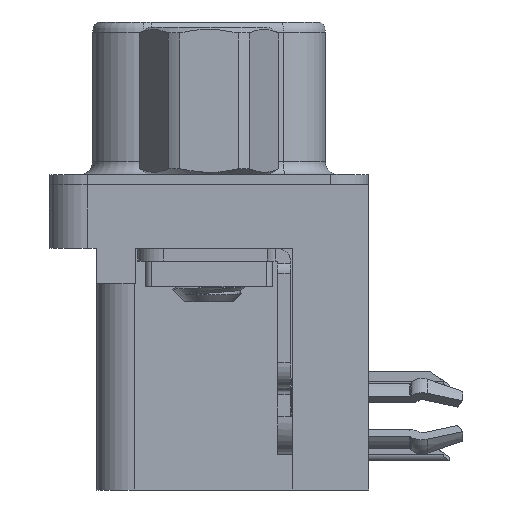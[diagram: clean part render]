
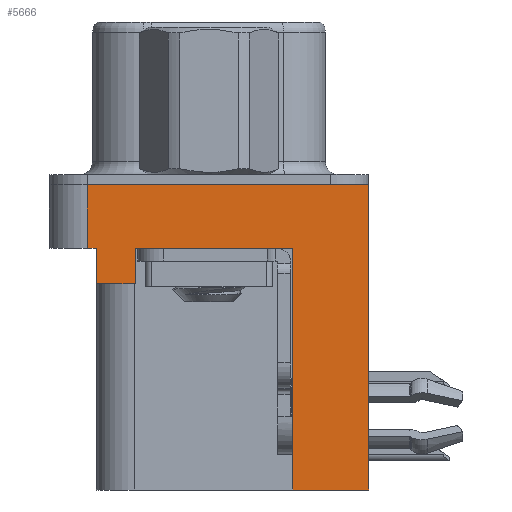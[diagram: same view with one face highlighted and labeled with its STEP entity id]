
A CAD part, left-side view. The second image highlights one B-rep face of the part: STEP entity #5666.
In plain terms, the highlighted planar face has unit normal (-1, 0, 0).
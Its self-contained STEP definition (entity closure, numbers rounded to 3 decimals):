
#346 = PLANE ( 'NONE',  #7827 ) ;
#628 = CARTESIAN_POINT ( 'NONE',  ( -2.91, -6.275, 0. ) ) ;
#655 = EDGE_CURVE ( 'NONE', #9053, #12304, #20999, .T. ) ;
#667 = DIRECTION ( 'NONE',  ( -1., 0., 0. ) ) ;
#934 = VERTEX_POINT ( 'NONE', #17927 ) ;
#1430 = LINE ( 'NONE', #5159, #9347 ) ;
#1689 = VERTEX_POINT ( 'NONE', #20863 ) ;
#1694 = ORIENTED_EDGE ( 'NONE', *, *, #5339, .F. ) ;
#1835 = LINE ( 'NONE', #12952, #7222 ) ;
#2297 = ORIENTED_EDGE ( 'NONE', *, *, #655, .F. ) ;
#2537 = EDGE_CURVE ( 'NONE', #12304, #9241, #16982, .T. ) ;
#2948 = CARTESIAN_POINT ( 'NONE',  ( -2.91, 4.775, -2.5 ) ) ;
#3129 = CARTESIAN_POINT ( 'NONE',  ( -2.91, -6.275, -12. ) ) ;
#3617 = CARTESIAN_POINT ( 'NONE',  ( -2.91, -6.275, -2.5 ) ) ;
#3636 = CARTESIAN_POINT ( 'NONE',  ( -2.91, -3.295, -12. ) ) ;
#3891 = LINE ( 'NONE', #3617, #14943 ) ;
#4041 = LINE ( 'NONE', #6892, #6318 ) ;
#4246 = ORIENTED_EDGE ( 'NONE', *, *, #13437, .F. ) ;
#4667 = ORIENTED_EDGE ( 'NONE', *, *, #2537, .F. ) ;
#5159 = CARTESIAN_POINT ( 'NONE',  ( -2.91, 4.425, -3.9 ) ) ;
#5217 = ORIENTED_EDGE ( 'NONE', *, *, #17600, .T. ) ;
#5271 = DIRECTION ( 'NONE',  ( 0., 1., 0. ) ) ;
#5339 = EDGE_CURVE ( 'NONE', #9690, #16491, #15738, .T. ) ;
#5377 = CARTESIAN_POINT ( 'NONE',  ( -2.91, -3.295, -12. ) ) ;
#5452 = CARTESIAN_POINT ( 'NONE',  ( -2.91, -3.295, -2.5 ) ) ;
#5666 = ADVANCED_FACE ( 'NONE', ( #8916 ), #346, .T. ) ;
#6318 = VECTOR ( 'NONE', #5271, 1000. ) ;
#6808 = CARTESIAN_POINT ( 'NONE',  ( -2.91, 4.775, 0. ) ) ;
#6892 = CARTESIAN_POINT ( 'NONE',  ( -2.91, 4.425, -3.9 ) ) ;
#7222 = VECTOR ( 'NONE', #7651, 1000. ) ;
#7651 = DIRECTION ( 'NONE',  ( 0., 0., 1. ) ) ;
#7827 = AXIS2_PLACEMENT_3D ( 'NONE', #18619, #667, #9515 ) ;
#7863 = VECTOR ( 'NONE', #12695, 1000. ) ;
#8130 = LINE ( 'NONE', #18080, #7863 ) ;
#8916 = FACE_OUTER_BOUND ( 'NONE', #10064, .T. ) ;
#8973 = DIRECTION ( 'NONE',  ( 0., 1., 0. ) ) ;
#9011 = CARTESIAN_POINT ( 'NONE',  ( -2.91, -6.275, -2.5 ) ) ;
#9053 = VERTEX_POINT ( 'NONE', #3129 ) ;
#9241 = VERTEX_POINT ( 'NONE', #5452 ) ;
#9347 = VECTOR ( 'NONE', #23161, 1000. ) ;
#9515 = DIRECTION ( 'NONE',  ( 0., 0., 1. ) ) ;
#9666 = VERTEX_POINT ( 'NONE', #2948 ) ;
#9690 = VERTEX_POINT ( 'NONE', #6808 ) ;
#10064 = EDGE_LOOP ( 'NONE', ( #1694, #21187, #5217, #4246, #23294, #19051, #17323, #4667, #2297, #12742 ) ) ;
#10657 = DIRECTION ( 'NONE',  ( 0., 0., 1. ) ) ;
#10907 = DIRECTION ( 'NONE',  ( 0., -1., 0. ) ) ;
#11289 = DIRECTION ( 'NONE',  ( 0., 0., 1. ) ) ;
#12304 = VERTEX_POINT ( 'NONE', #3636 ) ;
#12378 = LINE ( 'NONE', #21510, #12939 ) ;
#12695 = DIRECTION ( 'NONE',  ( 0., 0., 1. ) ) ;
#12742 = ORIENTED_EDGE ( 'NONE', *, *, #20844, .T. ) ;
#12939 = VECTOR ( 'NONE', #10657, 1000. ) ;
#12952 = CARTESIAN_POINT ( 'NONE',  ( -2.91, -6.275, -2.5 ) ) ;
#13110 = CARTESIAN_POINT ( 'NONE',  ( -2.91, -3.295, -12. ) ) ;
#13437 = EDGE_CURVE ( 'NONE', #1689, #934, #1430, .T. ) ;
#14380 = CARTESIAN_POINT ( 'NONE',  ( -2.91, 2.895, -2.5 ) ) ;
#14883 = CARTESIAN_POINT ( 'NONE',  ( -2.91, 2.895, -3.9 ) ) ;
#14943 = VECTOR ( 'NONE', #10907, 1000. ) ;
#15738 = LINE ( 'NONE', #17756, #17995 ) ;
#16146 = DIRECTION ( 'NONE',  ( 0., -1., 0. ) ) ;
#16339 = LINE ( 'NONE', #9011, #18622 ) ;
#16491 = VERTEX_POINT ( 'NONE', #628 ) ;
#16982 = LINE ( 'NONE', #13110, #21506 ) ;
#17323 = ORIENTED_EDGE ( 'NONE', *, *, #19540, .T. ) ;
#17600 = EDGE_CURVE ( 'NONE', #9666, #934, #3891, .T. ) ;
#17756 = CARTESIAN_POINT ( 'NONE',  ( -2.91, -6.275, 0. ) ) ;
#17848 = VECTOR ( 'NONE', #8973, 1000. ) ;
#17927 = CARTESIAN_POINT ( 'NONE',  ( -2.91, 4.425, -2.5 ) ) ;
#17995 = VECTOR ( 'NONE', #19659, 1000. ) ;
#18080 = CARTESIAN_POINT ( 'NONE',  ( -2.91, 4.775, -2.5 ) ) ;
#18186 = EDGE_CURVE ( 'NONE', #23347, #19481, #12378, .T. ) ;
#18238 = EDGE_CURVE ( 'NONE', #9666, #9690, #8130, .T. ) ;
#18619 = CARTESIAN_POINT ( 'NONE',  ( -2.91, -6.275, -2.5 ) ) ;
#18622 = VECTOR ( 'NONE', #16146, 1000. ) ;
#19051 = ORIENTED_EDGE ( 'NONE', *, *, #18186, .T. ) ;
#19481 = VERTEX_POINT ( 'NONE', #14380 ) ;
#19540 = EDGE_CURVE ( 'NONE', #19481, #9241, #16339, .T. ) ;
#19659 = DIRECTION ( 'NONE',  ( 0., -1., 0. ) ) ;
#20844 = EDGE_CURVE ( 'NONE', #9053, #16491, #1835, .T. ) ;
#20863 = CARTESIAN_POINT ( 'NONE',  ( -2.91, 4.425, -3.9 ) ) ;
#20999 = LINE ( 'NONE', #5377, #17848 ) ;
#21187 = ORIENTED_EDGE ( 'NONE', *, *, #18238, .F. ) ;
#21506 = VECTOR ( 'NONE', #11289, 1000. ) ;
#21510 = CARTESIAN_POINT ( 'NONE',  ( -2.91, 2.895, -3.9 ) ) ;
#22057 = EDGE_CURVE ( 'NONE', #23347, #1689, #4041, .T. ) ;
#23161 = DIRECTION ( 'NONE',  ( 0., 0., 1. ) ) ;
#23294 = ORIENTED_EDGE ( 'NONE', *, *, #22057, .F. ) ;
#23347 = VERTEX_POINT ( 'NONE', #14883 ) ;
